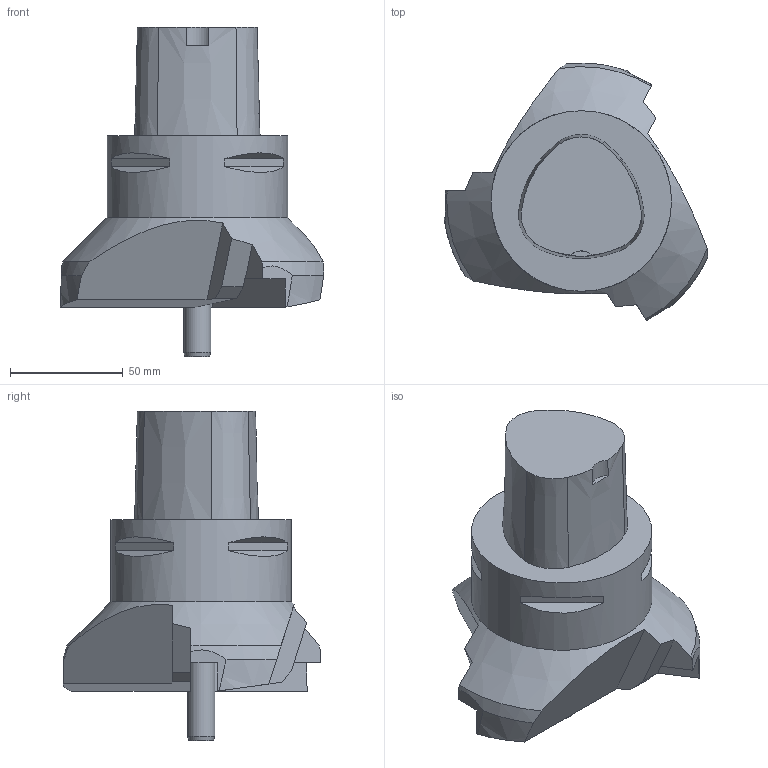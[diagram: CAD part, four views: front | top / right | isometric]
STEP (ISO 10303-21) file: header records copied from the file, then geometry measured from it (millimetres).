
FILE_DESCRIPTION(/* description */ (''),/* implementation_level */ '2;1');
FILE_NAME(/* name */ '1550742486249.stp',/* time_stamp */ '2019-02-21T10:48:22+01:00',/* author */ (''),/* organization */ ('SMS'),/* preprocessor_version */ 'ST-DEVELOPER v15',/* originating_system */ 'SIEMENS PLM Software NX 8.5',/* authorisation */ '');
FILE_SCHEMA (('AUTOMOTIVE_DESIGN { 1 0 10303 214 3 1 1 1 }'));
Length unit declared in the file: millimetre
Products named in the file (1): 200956913mod000_01
Bounding box: 116.69 x 114.19 x 146 mm (x, y, z)
Volume: 527827.4 mm3; surface area: 47600.1 mm2
Topology: 1 solids, 1 shells, 61 faces, 158 edges, 110 vertices
Faces by surface type: plane 44, cone 11, cylinder 6
Full cylindrical faces by diameter (mm): 12.012 x1, 80 x1
Entity records: 1979 total; most frequent: CARTESIAN_POINT 418, DIRECTION 313, ORIENTED_EDGE 304, EDGE_CURVE 152, AXIS2_PLACEMENT_3D 114, VERTEX_POINT 103, LINE 85, VECTOR 85
